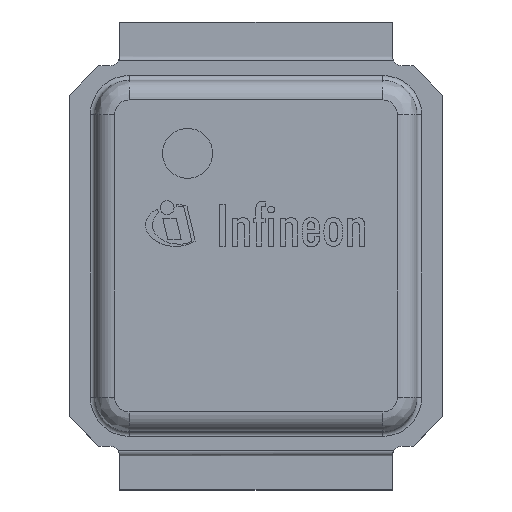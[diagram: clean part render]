
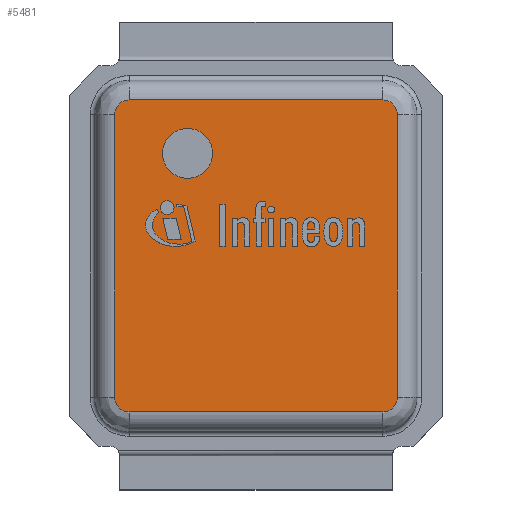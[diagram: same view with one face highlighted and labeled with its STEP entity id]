
A CAD part, top view. The second image highlights one B-rep face of the part: STEP entity #5481.
In plain terms, the highlighted planar face has unit normal (0, 0, 1).
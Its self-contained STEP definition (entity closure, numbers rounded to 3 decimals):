
#58=CIRCLE($,#5830,0.256);
#83=CIRCLE($,#5873,0.15);
#86=CIRCLE($,#5877,0.15);
#90=CIRCLE($,#5882,0.15);
#94=CIRCLE($,#5887,0.15);
#378=FACE_BOUND($,#2002,.T.);
#379=FACE_BOUND($,#2003,.T.);
#404=PLANE($,#5892);
#618=LINE($,#9489,#1057);
#620=LINE($,#9509,#1059);
#622=LINE($,#9527,#1061);
#623=LINE($,#9541,#1062);
#1057=VECTOR($,#6753,2.9);
#1059=VECTOR($,#6765,2.6);
#1061=VECTOR($,#6777,2.9);
#1062=VECTOR($,#6784,2.6);
#2002=EDGE_LOOP($,(#4093));
#2003=EDGE_LOOP($,(#4094,#4095,#4096,#4097,#4098,#4099,#4100,#4101));
#2403=VERTEX_POINT($,#9282);
#2452=VERTEX_POINT($,#9480);
#2453=VERTEX_POINT($,#9482);
#2455=VERTEX_POINT($,#9487);
#2457=VERTEX_POINT($,#9501);
#2459=VERTEX_POINT($,#9507);
#2460=VERTEX_POINT($,#9520);
#2461=VERTEX_POINT($,#9525);
#2462=VERTEX_POINT($,#9537);
#2994=EDGE_CURVE($,#2403,#2403,#58,.T.);
#3064=EDGE_CURVE($,#2453,#2452,#83,.T.);
#3066=EDGE_CURVE($,#2455,#2453,#618,.T.);
#3069=EDGE_CURVE($,#2457,#2455,#86,.T.);
#3072=EDGE_CURVE($,#2459,#2457,#620,.T.);
#3075=EDGE_CURVE($,#2460,#2459,#90,.T.);
#3078=EDGE_CURVE($,#2461,#2460,#622,.T.);
#3080=EDGE_CURVE($,#2462,#2461,#94,.T.);
#3081=EDGE_CURVE($,#2452,#2462,#623,.T.);
#4093=ORIENTED_EDGE($,*,*,#2994,.F.);
#4094=ORIENTED_EDGE($,*,*,#3064,.F.);
#4095=ORIENTED_EDGE($,*,*,#3066,.F.);
#4096=ORIENTED_EDGE($,*,*,#3069,.F.);
#4097=ORIENTED_EDGE($,*,*,#3072,.F.);
#4098=ORIENTED_EDGE($,*,*,#3075,.F.);
#4099=ORIENTED_EDGE($,*,*,#3078,.F.);
#4100=ORIENTED_EDGE($,*,*,#3080,.F.);
#4101=ORIENTED_EDGE($,*,*,#3081,.F.);
#5481=ADVANCED_FACE($,(#378,#379),#404,.T.);
#5830=AXIS2_PLACEMENT_3D($,#9283,#6622,#6623);
#5873=AXIS2_PLACEMENT_3D($,#9484,#6747,#6748);
#5877=AXIS2_PLACEMENT_3D($,#9503,#6757,#6758);
#5882=AXIS2_PLACEMENT_3D($,#9522,#6769,#6770);
#5887=AXIS2_PLACEMENT_3D($,#9539,#6780,#6781);
#5892=AXIS2_PLACEMENT_3D($,#9548,#6794,#6795);
#6622=DIRECTION('center_axis',(0.,0.,1.));
#6623=DIRECTION('ref_axis',(-1.,0.,0.));
#6747=DIRECTION('center_axis',(0.,0.,-1.));
#6748=DIRECTION('ref_axis',(0.707,-0.707,0.));
#6753=DIRECTION($,(0.,-1.,0.));
#6757=DIRECTION('center_axis',(0.,0.,-1.));
#6758=DIRECTION('ref_axis',(0.707,0.707,0.));
#6765=DIRECTION($,(1.,0.,0.));
#6769=DIRECTION('center_axis',(0.,0.,-1.));
#6770=DIRECTION('ref_axis',(-0.707,0.707,0.));
#6777=DIRECTION($,(0.,1.,0.));
#6780=DIRECTION('center_axis',(0.,0.,-1.));
#6781=DIRECTION('ref_axis',(-0.707,-0.707,0.));
#6784=DIRECTION($,(-1.,0.,0.));
#6794=DIRECTION('center_axis',(0.,0.,1.));
#6795=DIRECTION('ref_axis',(0.,-1.,0.));
#9282=CARTESIAN_POINT('',(-0.446,1.052,0.645));
#9283=CARTESIAN_POINT('Origin',(-0.702,1.052,0.645));
#9480=CARTESIAN_POINT('',(1.3,-1.6,0.645));
#9482=CARTESIAN_POINT('',(1.45,-1.45,0.645));
#9484=CARTESIAN_POINT('Origin',(1.3,-1.45,0.645));
#9487=CARTESIAN_POINT('',(1.45,1.45,0.645));
#9489=CARTESIAN_POINT($,(1.45,1.75,0.645));
#9501=CARTESIAN_POINT('',(1.3,1.6,0.645));
#9503=CARTESIAN_POINT('Origin',(1.3,1.45,0.645));
#9507=CARTESIAN_POINT('',(-1.3,1.6,0.645));
#9509=CARTESIAN_POINT($,(-0.65,1.6,0.645));
#9520=CARTESIAN_POINT('',(-1.45,1.45,0.645));
#9522=CARTESIAN_POINT('Origin',(-1.3,1.45,0.645));
#9525=CARTESIAN_POINT('',(-1.45,-1.45,0.645));
#9527=CARTESIAN_POINT($,(-1.45,0.3,0.645));
#9537=CARTESIAN_POINT('',(-1.3,-1.6,0.645));
#9539=CARTESIAN_POINT('Origin',(-1.3,-1.45,0.645));
#9541=CARTESIAN_POINT($,(0.65,-1.6,0.645));
#9548=CARTESIAN_POINT('Origin',(0.,2.05,0.645));
